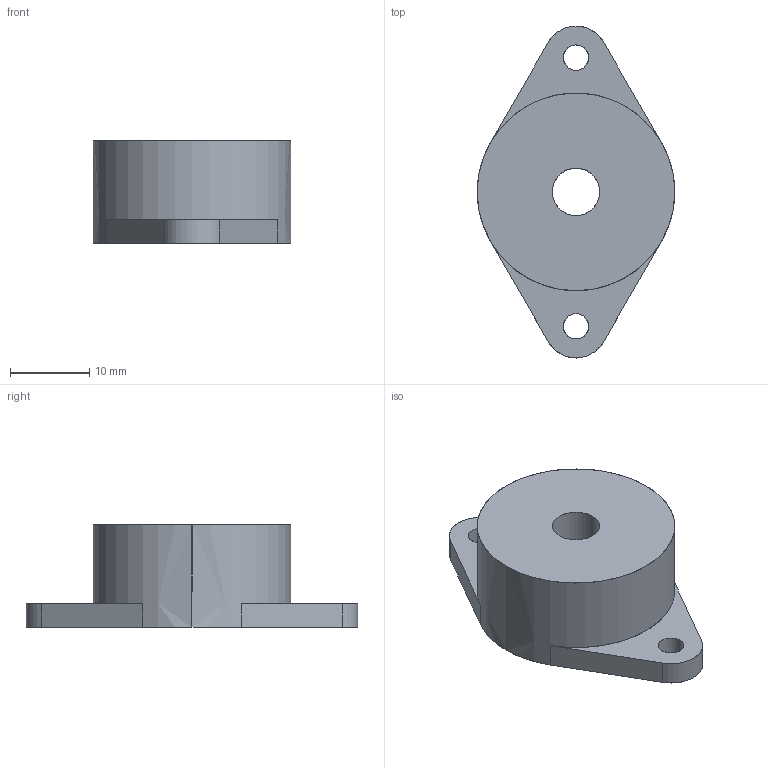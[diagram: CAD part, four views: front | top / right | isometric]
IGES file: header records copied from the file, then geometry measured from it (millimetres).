
Start section: SolidWorks IGES FILE using analytic representation for surfaces
Global section: file name: 2HOWHF6-仩N仩S.IGS; native system: SolidWorks 2003 by SolidWorks Corporation; preprocessor: Version 5.3; author: tisobe; date: 051028.083359; units: millimetre
Bounding box: 25 x 42 x 13 mm (x, y, z)
Surface area: 2673.5 mm2 (no closed solid volume)
Topology: 0 solids, 0 shells, 18 faces, 376 edges, 376 vertices
Faces by surface type: revolution 10, bspline 8
